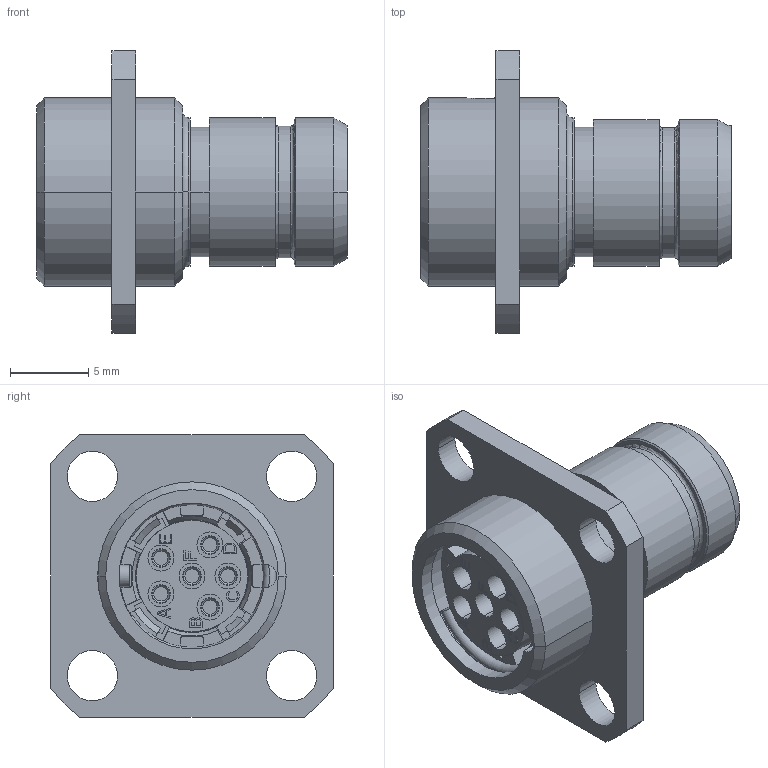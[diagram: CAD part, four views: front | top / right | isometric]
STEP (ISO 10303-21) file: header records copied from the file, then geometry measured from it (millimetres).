
FILE_DESCRIPTION((''),'2;1');
FILE_NAME('1332E006MS','2024-07-25T13:08:26',('paultorloting'),('NET AG system integration'),'CREO PARAMETRIC BY PTC INC, 2021404','CREO PARAMETRIC BY PTC INC, 2021404','');
FILE_SCHEMA(('AUTOMOTIVE_DESIGN { 1 0 10303 214 1 1 1 1 }'));
Length unit declared in the file: millimetre
Products named in the file (1): 1332E006MS
Bounding box: 19.8 x 18 x 18 mm (x, y, z)
Volume: 1444.3 mm3; surface area: 2210.7 mm2
Topology: 1 solids, 1 shells, 618 faces, 1601 edges, 1055 vertices
Faces by surface type: plane 421, cylinder 136, cone 41, bspline 12, torus 8
Entity records: 23899 total; most frequent: CARTESIAN_POINT 3898, ORIENTED_EDGE 3202, DIRECTION 3171, EDGE_CURVE 1601, VECTOR 1176, LINE 1176, VERTEX_POINT 1055, AXIS2_PLACEMENT_3D 996
